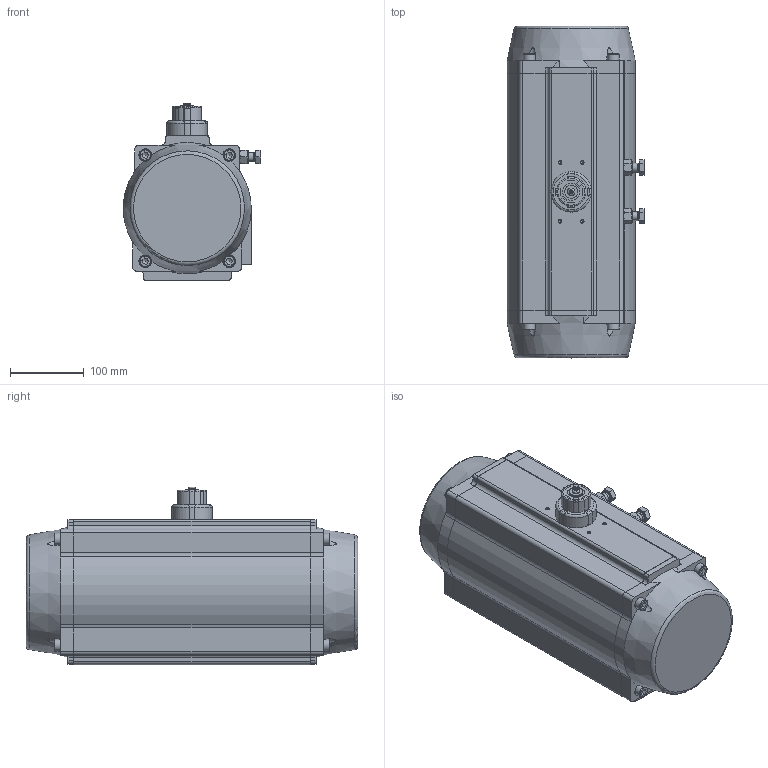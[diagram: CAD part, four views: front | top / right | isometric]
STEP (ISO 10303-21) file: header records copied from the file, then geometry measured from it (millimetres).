
FILE_DESCRIPTION(/* description */ (''),/* implementation_level */ '2;1');
FILE_NAME(/* name */ 'C-160DA（F10F12-22x22五角）.step',/* time_stamp */ '2026-02-05T15:26:21+08:00',/* author */ (''),/* organization */ (''),/* preprocessor_version */ 'ST-DEVELOPER v16',/* originating_system */ 'SIEMENS PLM Software NX 10.0',/* authorisation */ '');
FILE_SCHEMA (('AUTOMOTIVE_DESIGN { 1 0 10303 214 3 1 1 1 }'));
Length unit declared in the file: millimetre
Products named in the file (20): 指示器螺钉; 指示器垫片; 指示器92-105; Indicator-125; Adjust screw; O-ring-pinion bottom; Bearing-pinion bottom; O-ring-pinion top; Bearing-pinion top; Inside washer; C-160-08; C-160-02; Nut adjust screw; End-cap screw; Outside washer; Thrust washer; Circlip; C-160-04（22x22八角）; C-160-01; C-160DA
Assembly tree (29 placements, depth 2):
  C-160DA
    C-160-01
    C-160-04（22x22八角）
    Circlip
    Thrust washer
    Outside washer
    End-cap screw  x8
    Nut adjust screw  x2
    C-160-02  x2
    C-160-08
    Inside washer
    Bearing-pinion top
    O-ring-pinion top
    Bearing-pinion bottom
    O-ring-pinion bottom
    Adjust screw  x2
    Indicator-125
    指示器92-105
    指示器垫片
    指示器螺钉
Bounding box: 186.87 x 450.6 x 240.9 mm (x, y, z)
Volume: 5094870.7 mm3; surface area: 872658.2 mm2
Topology: 51 solids, 51 shells, 1259 faces, 3290 edges, 2158 vertices
Faces by surface type: plane 533, cylinder 395, cone 168, torus 82, extrusion 60, bspline 21
Full cylindrical faces by diameter (mm): 2.5 x2, 4.2 x8, 5 x1, 6 x3, 6.5 x1, 8 x3, 8.374 x8, 8.376 x8, 8.5 x14, 9 x2, 10 x17, 10.106 x2, 10.3 x8, 10.374 x2, 10.376 x2, 11 x8, 12 x6, 12.001 x2, 16 x8, 17 x8, 17.8 x1, 22.8 x1, 23 x1, 31.3 x1, 34.2 x1, 36.4 x2, 36.5 x1, 40 x8, 41 x1, 44 x12
Entity records: 34587 total; most frequent: CARTESIAN_POINT 11655, DIRECTION 4481, ORIENTED_EDGE 4440, EDGE_CURVE 2220, AXIS2_PLACEMENT_3D 1670, VERTEX_POINT 1590, EDGE_LOOP 1237, VECTOR 1141
